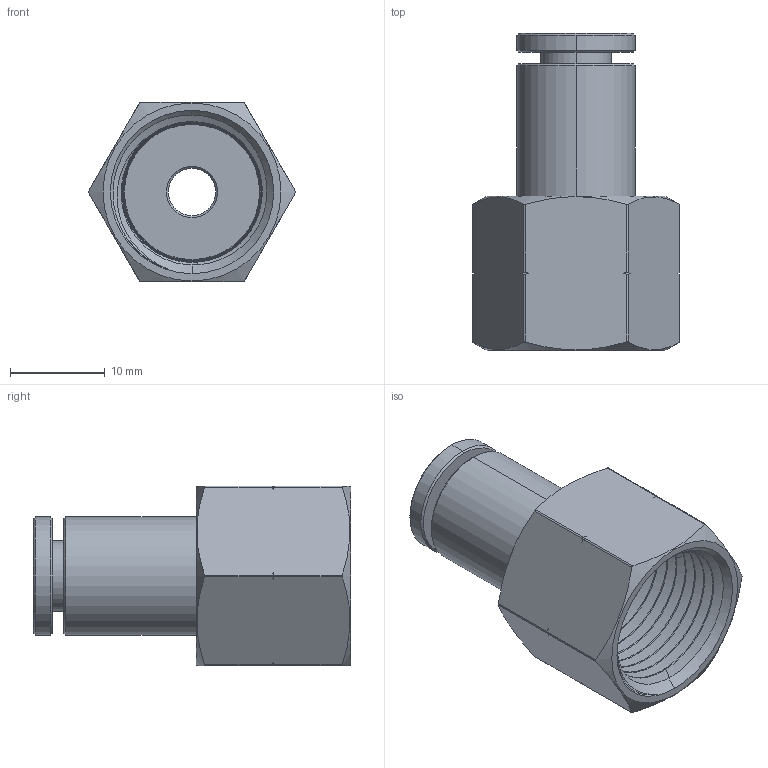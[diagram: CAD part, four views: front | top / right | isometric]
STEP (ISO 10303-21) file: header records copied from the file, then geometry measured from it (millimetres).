
FILE_DESCRIPTION (( 'STEP AP203' ), '1' );
FILE_NAME ('FCS1-4N3-8W.step', '2016-12-15T22:56:08', ( '' ), ( '' ), 'SwSTEP 2.0', 'SolidWorks 2016', '' );
FILE_SCHEMA (( 'CONFIG_CONTROL_DESIGN' ));
Length unit declared in the file: millimetre
Products named in the file (1): FCS1-4N3-8W
Bounding box: 21.88 x 33.5 x 19 mm (x, y, z)
Volume: 3783.7 mm3; surface area: 5037.5 mm2
Topology: 5 solids, 5 shells, 352 faces, 1015 edges, 677 vertices
Faces by surface type: cone 136, plane 112, cylinder 64, bspline 40
Entity records: 14874 total; most frequent: CARTESIAN_POINT 6340, ORIENTED_EDGE 2030, DIRECTION 1449, EDGE_CURVE 1015, VERTEX_POINT 677, AXIS2_PLACEMENT_3D 594, B_SPLINE_CURVE_WITH_KNOTS 473, EDGE_LOOP 366
